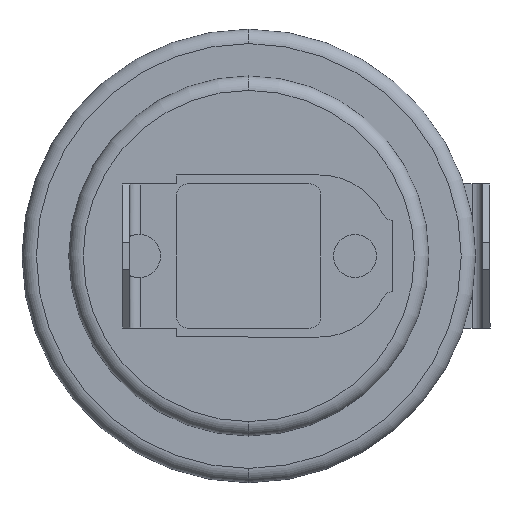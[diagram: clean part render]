
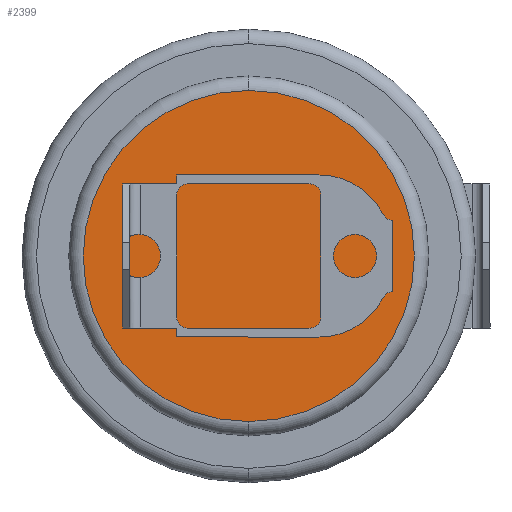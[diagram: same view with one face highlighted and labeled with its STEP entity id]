
A CAD part, front view. The second image highlights one B-rep face of the part: STEP entity #2399.
In plain terms, the highlighted planar face has unit normal (0, -1, 0).
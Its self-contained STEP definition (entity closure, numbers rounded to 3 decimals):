
#163 = DIRECTION ( 'NONE',  ( 0., 1., 0. ) ) ;
#262 = VERTEX_POINT ( 'NONE', #2761 ) ;
#299 = AXIS2_PLACEMENT_3D ( 'NONE', #1245, #2275, #1414 ) ;
#300 = DIRECTION ( 'NONE',  ( 0., 0., 1. ) ) ;
#301 = CIRCLE ( 'NONE', #2773, 4.6 ) ;
#313 = CARTESIAN_POINT ( 'NONE',  ( 0., 2.65, 0. ) ) ;
#352 = AXIS2_PLACEMENT_3D ( 'NONE', #313, #1619, #300 ) ;
#420 = DIRECTION ( 'NONE',  ( 0., 0., 1. ) ) ;
#670 = EDGE_LOOP ( 'NONE', ( #1582, #1042 ) ) ;
#797 = PLANE ( 'NONE',  #299 ) ;
#900 = EDGE_CURVE ( 'NONE', #262, #968, #2583, .T. ) ;
#968 = VERTEX_POINT ( 'NONE', #2740 ) ;
#1042 = ORIENTED_EDGE ( 'NONE', *, *, #900, .F. ) ;
#1070 = EDGE_CURVE ( 'NONE', #968, #262, #301, .T. ) ;
#1245 = CARTESIAN_POINT ( 'NONE',  ( -4.6, 2.65, 0. ) ) ;
#1414 = DIRECTION ( 'NONE',  ( 0., 0., -1. ) ) ;
#1582 = ORIENTED_EDGE ( 'NONE', *, *, #1070, .F. ) ;
#1619 = DIRECTION ( 'NONE',  ( 0., 1., 0. ) ) ;
#2275 = DIRECTION ( 'NONE',  ( 0., -1., 0. ) ) ;
#2358 = FACE_OUTER_BOUND ( 'NONE', #670, .T. ) ;
#2399 = ADVANCED_FACE ( 'NONE', ( #2358 ), #797, .T. ) ;
#2583 = CIRCLE ( 'NONE', #352, 4.6 ) ;
#2740 = CARTESIAN_POINT ( 'NONE',  ( 0., 2.65, 4.6 ) ) ;
#2761 = CARTESIAN_POINT ( 'NONE',  ( 0., 2.65, -4.6 ) ) ;
#2773 = AXIS2_PLACEMENT_3D ( 'NONE', #2794, #163, #420 ) ;
#2794 = CARTESIAN_POINT ( 'NONE',  ( 0., 2.65, 0. ) ) ;
